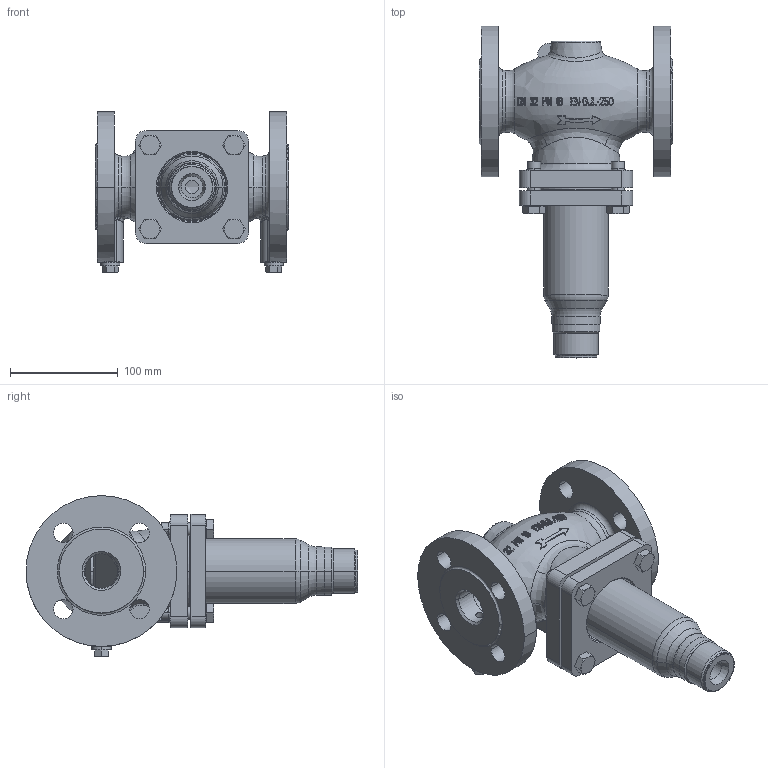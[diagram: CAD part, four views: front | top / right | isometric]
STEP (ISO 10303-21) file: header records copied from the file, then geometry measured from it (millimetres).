
FILE_DESCRIPTION((''),'2;1');
FILE_NAME('065B2391_ASM_ASM','2015-03-12T',('u317927'),('Danfoss'),'PRO/ENGINEER BY PARAMETRIC TECHNOLOGY CORPORATION, 2014000','PRO/ENGINEER BY PARAMETRIC TECHNOLOGY CORPORATION, 2014000','');
FILE_SCHEMA(('CONFIG_CONTROL_DESIGN'));
Length unit declared in the file: millimetre
Products named in the file (10): 8861003_1; 8861043_1; 8861045_1; 8861022_2; 51018508_2; ZVAR_1_1; TESNILO_18X14_1; VIJAK_G1L4X12_ZAPIRALNI_2; 065B2391_ASM_1_ASM; 065B2391_ASM_ASM
Assembly tree (14 placements, depth 3):
  065B2391_ASM_ASM
    065B2391_ASM_1_ASM
      8861003_1
      8861043_1
      8861045_1
      8861022_2
      51018508_2  x4
      ZVAR_1_1
      TESNILO_18X14_1  x2
      VIJAK_G1L4X12_ZAPIRALNI_2  x2
Bounding box: 180 x 308.1 x 149.2 mm (x, y, z)
Volume: 1288900.3 mm3; surface area: 300786.5 mm2
Topology: 13 solids, 27 shells, 1035 faces, 2729 edges, 1769 vertices
Faces by surface type: plane 584, cylinder 201, cone 96, bspline 93, torus 57, sphere 4
Entity records: 35078 total; most frequent: CARTESIAN_POINT 13509, ORIENTED_EDGE 4886, DIRECTION 3820, EDGE_CURVE 2463, VERTEX_POINT 1605, AXIS2_PLACEMENT_3D 1497, EDGE_LOOP 1012, B_SPLINE_CURVE_WITH_KNOTS 1009
